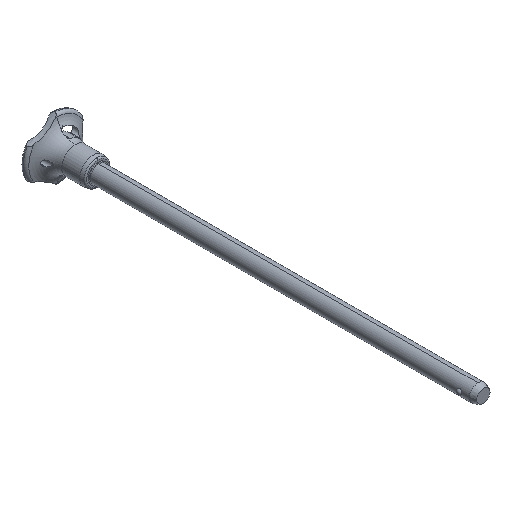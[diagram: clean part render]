
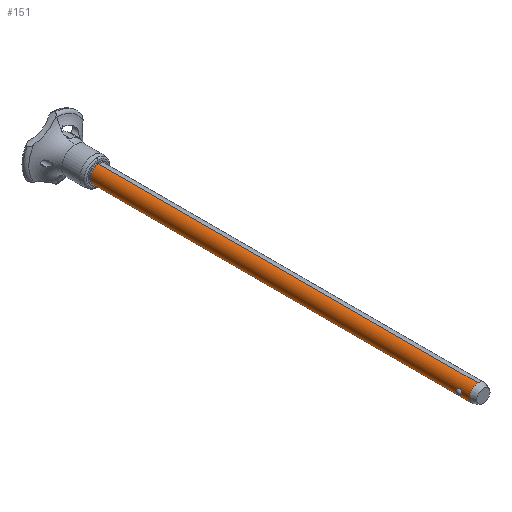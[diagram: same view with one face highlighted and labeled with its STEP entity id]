
A CAD part, isometric view. The second image highlights one B-rep face of the part: STEP entity #151.
In plain terms, the highlighted cylindrical face has radius 3.969 mm (diameter 7.938 mm), a partial arc.
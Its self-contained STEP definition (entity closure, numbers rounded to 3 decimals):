
#151=ADVANCED_FACE('',(#314,#315),#316,.T.);
#314=FACE_OUTER_BOUND('',#486,.T.);
#315=FACE_BOUND('',#487,.T.);
#316=CYLINDRICAL_SURFACE('',#488,3.969);
#486=EDGE_LOOP('',(#894,#895,#896,#897,#898));
#487=EDGE_LOOP('',(#899,#900));
#488=AXIS2_PLACEMENT_3D('',#901,#902,#903);
#894=ORIENTED_EDGE('',*,*,#1132,.F.);
#895=ORIENTED_EDGE('',*,*,#1187,.T.);
#896=ORIENTED_EDGE('',*,*,#1234,.T.);
#897=ORIENTED_EDGE('',*,*,#1134,.F.);
#898=ORIENTED_EDGE('',*,*,#1219,.F.);
#899=ORIENTED_EDGE('',*,*,#1207,.T.);
#900=ORIENTED_EDGE('',*,*,#1208,.T.);
#901=CARTESIAN_POINT('',(0.,-89.281,0.0));
#902=DIRECTION('',(0.,1.0,0.0));
#903=DIRECTION('',(0.0,0.0,-1.0));
#1132=EDGE_CURVE('',#1397,#1398,#1399,.T.);
#1134=EDGE_CURVE('',#1400,#1402,#1403,.T.);
#1187=EDGE_CURVE('',#1397,#1478,#1480,.T.);
#1207=EDGE_CURVE('',#1504,#1505,#1506,.T.);
#1208=EDGE_CURVE('',#1505,#1504,#1507,.T.);
#1219=EDGE_CURVE('',#1398,#1400,#1523,.T.);
#1234=EDGE_CURVE('',#1478,#1402,#1539,.T.);
#1397=VERTEX_POINT('',#2586);
#1398=VERTEX_POINT('',#2587);
#1399=LINE('',#2588,#2589);
#1400=VERTEX_POINT('',#2590);
#1402=VERTEX_POINT('',#2592);
#1403=LINE('',#2593,#2594);
#1478=VERTEX_POINT('',#2926);
#1480=CIRCLE('',#2929,3.969);
#1504=VERTEX_POINT('',#3065);
#1505=VERTEX_POINT('',#3066);
#1506=B_SPLINE_CURVE_WITH_KNOTS('',3,(#3067,#3068,#3069,#3070,#3071,#3072,#3073,#3074,#3075,#3076,#3077,#3078,#3079,#3080,#3081,#3082,#3083,#3084,#3085,#3086,#3087,#3088,#3089,#3090,#3091,#3092),.UNSPECIFIED.,.F.,.F.,(4,2,2,2,2,2,2,2,2,2,2,2,4),(0.0,0.401,0.802,0.988,1.174,1.485,1.795,2.106,2.416,2.603,2.789,3.19,3.59),.UNSPECIFIED.);
#1507=B_SPLINE_CURVE_WITH_KNOTS('',3,(#3093,#3094,#3095,#3096,#3097,#3098,#3099,#3100,#3101,#3102,#3103,#3104,#3105,#3106,#3107,#3108,#3109,#3110,#3111,#3112,#3113,#3114,#3115,#3116,#3117,#3118),.UNSPECIFIED.,.F.,.F.,(4,2,2,2,2,2,2,2,2,2,2,2,4),(3.59,3.991,4.392,4.578,4.764,5.075,5.386,5.696,6.007,6.193,6.379,6.78,7.181),.UNSPECIFIED.);
#1523=CIRCLE('',#3199,3.969);
#1539=CIRCLE('',#3257,3.969);
#2586=CARTESIAN_POINT('',(0.,-176.047,-3.969));
#2587=CARTESIAN_POINT('',(0.,0.0,-3.969));
#2588=CARTESIAN_POINT('',(0.,-89.281,-3.969));
#2589=VECTOR('',#3435,1.0);
#2590=CARTESIAN_POINT('',(0.,0.,3.969));
#2592=CARTESIAN_POINT('',(0.,-176.047,3.969));
#2593=CARTESIAN_POINT('',(0.,-89.281,3.969));
#2594=VECTOR('',#3439,1.0);
#2926=CARTESIAN_POINT('',(-3.969,-176.047,0.));
#2929=AXIS2_PLACEMENT_3D('',#3508,#3509,#3510);
#3065=CARTESIAN_POINT('',(-3.776,-171.344,1.222));
#3066=CARTESIAN_POINT('',(-3.776,-171.344,-1.222));
#3067=CARTESIAN_POINT('',(-3.776,-171.344,1.222));
#3068=CARTESIAN_POINT('',(-3.776,-171.477,1.222));
#3069=CARTESIAN_POINT('',(-3.784,-171.62,1.197));
#3070=CARTESIAN_POINT('',(-3.815,-171.884,1.095));
#3071=CARTESIAN_POINT('',(-3.837,-172.006,1.018));
#3072=CARTESIAN_POINT('',(-3.868,-172.149,0.889));
#3073=CARTESIAN_POINT('',(-3.879,-172.196,0.841));
#3074=CARTESIAN_POINT('',(-3.9,-172.279,0.736));
#3075=CARTESIAN_POINT('',(-3.911,-172.316,0.68));
#3076=CARTESIAN_POINT('',(-3.933,-172.397,0.536));
#3077=CARTESIAN_POINT('',(-3.947,-172.439,0.432));
#3078=CARTESIAN_POINT('',(-3.964,-172.495,0.216));
#3079=CARTESIAN_POINT('',(-3.969,-172.508,0.104));
#3080=CARTESIAN_POINT('',(-3.969,-172.508,-0.104));
#3081=CARTESIAN_POINT('',(-3.964,-172.495,-0.216));
#3082=CARTESIAN_POINT('',(-3.947,-172.439,-0.432));
#3083=CARTESIAN_POINT('',(-3.933,-172.397,-0.536));
#3084=CARTESIAN_POINT('',(-3.911,-172.316,-0.68));
#3085=CARTESIAN_POINT('',(-3.9,-172.279,-0.736));
#3086=CARTESIAN_POINT('',(-3.879,-172.196,-0.841));
#3087=CARTESIAN_POINT('',(-3.868,-172.149,-0.889));
#3088=CARTESIAN_POINT('',(-3.837,-172.006,-1.018));
#3089=CARTESIAN_POINT('',(-3.815,-171.884,-1.095));
#3090=CARTESIAN_POINT('',(-3.784,-171.62,-1.197));
#3091=CARTESIAN_POINT('',(-3.776,-171.477,-1.222));
#3092=CARTESIAN_POINT('',(-3.776,-171.344,-1.222));
#3093=CARTESIAN_POINT('',(-3.776,-171.344,-1.222));
#3094=CARTESIAN_POINT('',(-3.776,-171.21,-1.222));
#3095=CARTESIAN_POINT('',(-3.784,-171.068,-1.197));
#3096=CARTESIAN_POINT('',(-3.815,-170.804,-1.095));
#3097=CARTESIAN_POINT('',(-3.837,-170.682,-1.018));
#3098=CARTESIAN_POINT('',(-3.868,-170.538,-0.889));
#3099=CARTESIAN_POINT('',(-3.879,-170.492,-0.841));
#3100=CARTESIAN_POINT('',(-3.9,-170.408,-0.736));
#3101=CARTESIAN_POINT('',(-3.911,-170.371,-0.68));
#3102=CARTESIAN_POINT('',(-3.933,-170.291,-0.536));
#3103=CARTESIAN_POINT('',(-3.947,-170.248,-0.432));
#3104=CARTESIAN_POINT('',(-3.964,-170.193,-0.216));
#3105=CARTESIAN_POINT('',(-3.969,-170.18,-0.104));
#3106=CARTESIAN_POINT('',(-3.969,-170.18,0.104));
#3107=CARTESIAN_POINT('',(-3.964,-170.193,0.216));
#3108=CARTESIAN_POINT('',(-3.947,-170.248,0.432));
#3109=CARTESIAN_POINT('',(-3.933,-170.291,0.536));
#3110=CARTESIAN_POINT('',(-3.911,-170.371,0.68));
#3111=CARTESIAN_POINT('',(-3.9,-170.408,0.736));
#3112=CARTESIAN_POINT('',(-3.879,-170.492,0.841));
#3113=CARTESIAN_POINT('',(-3.868,-170.538,0.889));
#3114=CARTESIAN_POINT('',(-3.837,-170.682,1.018));
#3115=CARTESIAN_POINT('',(-3.815,-170.804,1.095));
#3116=CARTESIAN_POINT('',(-3.784,-171.068,1.197));
#3117=CARTESIAN_POINT('',(-3.776,-171.21,1.222));
#3118=CARTESIAN_POINT('',(-3.776,-171.344,1.222));
#3199=AXIS2_PLACEMENT_3D('',#3531,#3532,#3533);
#3257=AXIS2_PLACEMENT_3D('',#3544,#3545,#3546);
#3435=DIRECTION('',(0.,1.0,0.0));
#3439=DIRECTION('',(0.,-1.0,-0.0));
#3508=CARTESIAN_POINT('',(0.,-176.047,0.0));
#3509=DIRECTION('',(0.,1.0,0.));
#3510=DIRECTION('',(0.,0.,-1.0));
#3531=CARTESIAN_POINT('',(0.,0.0,0.0));
#3532=DIRECTION('',(0.,1.0,0.0));
#3533=DIRECTION('',(0.0,0.0,-1.0));
#3544=CARTESIAN_POINT('',(0.,-176.047,0.0));
#3545=DIRECTION('',(0.,1.0,0.));
#3546=DIRECTION('',(0.,0.,-1.0));
